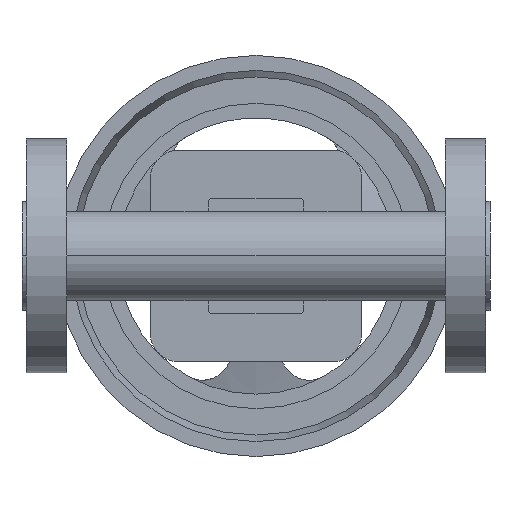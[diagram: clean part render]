
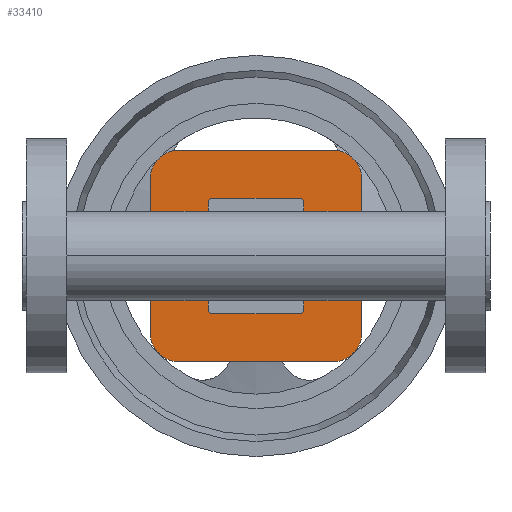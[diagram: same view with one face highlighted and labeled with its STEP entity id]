
A CAD part, front view. The second image highlights one B-rep face of the part: STEP entity #33410.
In plain terms, the highlighted planar face has unit normal (0, -1, 0).
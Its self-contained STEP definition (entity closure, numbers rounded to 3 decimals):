
#100=CARTESIAN_POINT('',(144.089,39.,
0.));
#110=VERTEX_POINT('',#100);
#160=CARTESIAN_POINT('',(119.977,39.,0.));
#170=DIRECTION('',(0.,-1.,0.));
#180=DIRECTION('',(1.,0.,0.));
#190=AXIS2_PLACEMENT_3D('',#160,#170,#180);
#200=ELLIPSE('',#190,24.111,19.);
#210=CARTESIAN_POINT('',(126.533,39.,-18.284));
#220=VERTEX_POINT('',#210);
#230=EDGE_CURVE('',#220,#110,#200,.T.);
#13380=CARTESIAN_POINT('',(139.5,39.,-47.5));
#13390=VERTEX_POINT('',#13380);
#13540=CARTESIAN_POINT('',(70.5,39.,-47.5));
#13550=VERTEX_POINT('',#13540);
#13580=CARTESIAN_POINT('',(139.5,39.,-47.5));
#13590=DIRECTION('',(-1.,0.,0.));
#13600=VECTOR('',#13590,1.);
#13610=LINE('',#13580,#13600);
#13620=EDGE_CURVE('',#13390,#13550,#13610,.T.);
#13930=CARTESIAN_POINT('',(57.5,39.,-34.5));
#13940=VERTEX_POINT('',#13930);
#13970=CARTESIAN_POINT('',(70.5,39.,-34.5));
#13980=DIRECTION('',(0.,1.,0.));
#13990=DIRECTION('',(0.,0.,-1.));
#14000=AXIS2_PLACEMENT_3D('',#13970,#13980,#13990);
#14010=CIRCLE('',#14000,13.);
#14020=EDGE_CURVE('',#13550,#13940,#14010,.T.);
#14250=CARTESIAN_POINT('',(70.5,39.,47.5));
#14260=VERTEX_POINT('',#14250);
#14410=CARTESIAN_POINT('',(139.5,39.,47.5));
#14420=VERTEX_POINT('',#14410);
#14450=CARTESIAN_POINT('',(70.5,39.,47.5));
#14460=DIRECTION('',(1.,0.,0.));
#14470=VECTOR('',#14460,1.);
#14480=LINE('',#14450,#14470);
#14490=EDGE_CURVE('',#14260,#14420,#14480,.T.);
#14970=CARTESIAN_POINT('',(57.5,39.,34.5));
#14980=VERTEX_POINT('',#14970);
#15010=CARTESIAN_POINT('',(57.5,39.,-34.5));
#15020=DIRECTION('',(0.,0.,1.));
#15030=VECTOR('',#15020,1.);
#15040=LINE('',#15010,#15030);
#15050=EDGE_CURVE('',#13940,#14980,#15040,.T.);
#15740=CARTESIAN_POINT('',(70.5,39.,34.5));
#15750=DIRECTION('',(0.,1.,0.));
#15760=DIRECTION('',(-1.,0.,0.));
#15770=AXIS2_PLACEMENT_3D('',#15740,#15750,#15760);
#15780=CIRCLE('',#15770,13.);
#15790=EDGE_CURVE('',#14980,#14260,#15780,.T.);
#16020=CARTESIAN_POINT('',(152.5,39.,34.5));
#16030=VERTEX_POINT('',#16020);
#16180=CARTESIAN_POINT('',(152.5,39.,-34.5));
#16190=VERTEX_POINT('',#16180);
#16220=CARTESIAN_POINT('',(152.5,39.,34.5));
#16230=DIRECTION('',(0.,0.,-1.));
#16240=VECTOR('',#16230,1.);
#16250=LINE('',#16220,#16240);
#16260=EDGE_CURVE('',#16030,#16190,#16250,.T.);
#16520=CARTESIAN_POINT('',(139.5,39.,-34.5));
#16530=DIRECTION('',(0.,1.,0.));
#16540=DIRECTION('',(1.,0.,0.));
#16550=AXIS2_PLACEMENT_3D('',#16520,#16530,#16540);
#16560=CIRCLE('',#16550,13.);
#16570=EDGE_CURVE('',#16190,#13390,#16560,.T.);
#16830=CARTESIAN_POINT('',(139.5,39.,34.5));
#16840=DIRECTION('',(0.,1.,0.));
#16850=DIRECTION('',(0.,0.,1.));
#16860=AXIS2_PLACEMENT_3D('',#16830,#16840,#16850);
#16870=CIRCLE('',#16860,13.);
#16880=EDGE_CURVE('',#14420,#16030,#16870,.T.);
#17050=CARTESIAN_POINT('',(62.,39.,3.));
#17060=DIRECTION('',(0.,0.,1.));
#17070=VECTOR('',#17060,1.);
#17080=LINE('',#17050,#17070);
#17090=CARTESIAN_POINT('',(62.,39.,-6.));
#17100=VERTEX_POINT('',#17090);
#17110=CARTESIAN_POINT('',(62.,39.,6.));
#17120=VERTEX_POINT('',#17110);
#17130=EDGE_CURVE('',#17100,#17120,#17080,.T.);
#20910=CARTESIAN_POINT('',(124.5,39.,26.));
#20920=VERTEX_POINT('',#20910);
#21090=CARTESIAN_POINT('',(85.5,39.,26.));
#21100=VERTEX_POINT('',#21090);
#21130=CARTESIAN_POINT('',(114.75,39.,26.));
#21140=DIRECTION('',(1.,0.,0.));
#21150=VECTOR('',#21140,1.);
#21160=LINE('',#21130,#21150);
#21170=EDGE_CURVE('',#21100,#20920,#21160,.T.);
#21290=CARTESIAN_POINT('',(128.5,39.,-18.648));
#21300=DIRECTION('',(0.,-1.,0.));
#21310=DIRECTION('',(-0.783,0.,0.622));
#21320=AXIS2_PLACEMENT_3D('',#21290,#21300,#21310);
#21330=CIRCLE('',#21320,2.);
#21340=CARTESIAN_POINT('',(126.5,39.,-18.648));
#21350=VERTEX_POINT('',#21340);
#21360=EDGE_CURVE('',#220,#21350,#21330,.T.);
#21600=CARTESIAN_POINT('',(105.,39.,0.));
#21610=DIRECTION('',(0.,1.,0.));
#21620=DIRECTION('',(-0.783,0.,-0.622));
#21630=AXIS2_PLACEMENT_3D('',#21600,#21610,#21620);
#21640=CIRCLE('',#21630,28.);
#21650=CARTESIAN_POINT('',(77.65,39.,6.));
#21660=VERTEX_POINT('',#21650);
#21670=CARTESIAN_POINT('',(83.067,39.,17.405));
#21680=VERTEX_POINT('',#21670);
#21690=EDGE_CURVE('',#21660,#21680,#21640,.T.);
#22880=CARTESIAN_POINT('',(126.5,39.,18.648));
#22890=VERTEX_POINT('',#22880);
#22940=CARTESIAN_POINT('',(128.5,39.,18.648));
#22950=DIRECTION('',(0.,-1.,0.));
#22960=DIRECTION('',(-1.,0.,0.));
#22970=AXIS2_PLACEMENT_3D('',#22940,#22950,#22960);
#22980=CIRCLE('',#22970,2.);
#22990=CARTESIAN_POINT('',(126.533,39.,18.284));
#23000=VERTEX_POINT('',#22990);
#23010=EDGE_CURVE('',#22890,#23000,#22980,.T.);
#23500=CARTESIAN_POINT('',(81.5,39.,18.648));
#23510=DIRECTION('',(0.,-1.,0.));
#23520=DIRECTION('',(0.783,0.,-0.622));
#23530=AXIS2_PLACEMENT_3D('',#23500,#23510,#23520);
#23540=CIRCLE('',#23530,2.);
#23550=CARTESIAN_POINT('',(83.5,39.,18.648));
#23560=VERTEX_POINT('',#23550);
#23570=EDGE_CURVE('',#21680,#23560,#23540,.T.);
#24840=CARTESIAN_POINT('',(83.5,39.,-18.648));
#24850=VERTEX_POINT('',#24840);
#24880=CARTESIAN_POINT('',(81.5,39.,-18.648));
#24890=DIRECTION('',(0.,-1.,0.));
#24900=DIRECTION('',(1.,0.,0.));
#24910=AXIS2_PLACEMENT_3D('',#24880,#24890,#24900);
#24920=CIRCLE('',#24910,2.);
#24930=CARTESIAN_POINT('',(83.067,39.,-17.405));
#24940=VERTEX_POINT('',#24930);
#24950=EDGE_CURVE('',#24850,#24940,#24920,.T.);
#25250=CARTESIAN_POINT('',(83.5,39.,-24.));
#25260=VERTEX_POINT('',#25250);
#25420=CARTESIAN_POINT('',(85.5,39.,-26.));
#25430=VERTEX_POINT('',#25420);
#25460=CARTESIAN_POINT('',(85.5,39.,-24.));
#25470=DIRECTION('',(0.,1.,0.));
#25480=DIRECTION('',(0.,0.,-1.));
#25490=AXIS2_PLACEMENT_3D('',#25460,#25470,#25480);
#25500=CIRCLE('',#25490,2.);
#25510=EDGE_CURVE('',#25430,#25260,#25500,.T.);
#25810=CARTESIAN_POINT('',(124.5,39.,-26.));
#25820=VERTEX_POINT('',#25810);
#25850=CARTESIAN_POINT('',(95.25,39.,-26.));
#25860=DIRECTION('',(-1.,0.,0.));
#25870=VECTOR('',#25860,1.);
#25880=LINE('',#25850,#25870);
#25890=EDGE_CURVE('',#25820,#25430,#25880,.T.);
#26200=CARTESIAN_POINT('',(126.5,39.,-24.));
#26210=VERTEX_POINT('',#26200);
#26240=CARTESIAN_POINT('',(124.5,39.,-24.));
#26250=DIRECTION('',(0.,1.,0.));
#26260=DIRECTION('',(1.,0.,0.));
#26270=AXIS2_PLACEMENT_3D('',#26240,#26250,#26260);
#26280=CIRCLE('',#26270,2.);
#26290=EDGE_CURVE('',#26210,#25820,#26280,.T.);
#26540=CARTESIAN_POINT('',(126.5,39.,-12.));
#26550=DIRECTION('',(0.,0.,-1.));
#26560=VECTOR('',#26550,1.);
#26570=LINE('',#26540,#26560);
#26580=EDGE_CURVE('',#21350,#26210,#26570,.T.);
#27050=CARTESIAN_POINT('',(126.5,39.,24.));
#27060=VERTEX_POINT('',#27050);
#27090=CARTESIAN_POINT('',(126.5,39.,9.324));
#27100=DIRECTION('',(0.,0.,-1.));
#27110=VECTOR('',#27100,1.);
#27120=LINE('',#27090,#27110);
#27130=EDGE_CURVE('',#27060,#22890,#27120,.T.);
#27410=CARTESIAN_POINT('',(124.5,39.,24.));
#27420=DIRECTION('',(0.,1.,0.));
#27430=DIRECTION('',(0.,0.,1.));
#27440=AXIS2_PLACEMENT_3D('',#27410,#27420,#27430);
#27450=CIRCLE('',#27440,2.);
#27460=EDGE_CURVE('',#20920,#27060,#27450,.T.);
#27880=CARTESIAN_POINT('',(83.5,39.,24.));
#27890=VERTEX_POINT('',#27880);
#27920=CARTESIAN_POINT('',(85.5,39.,24.));
#27930=DIRECTION('',(0.,1.,0.));
#27940=DIRECTION('',(-1.,0.,0.));
#27950=AXIS2_PLACEMENT_3D('',#27920,#27930,#27940);
#27960=CIRCLE('',#27950,2.);
#27970=EDGE_CURVE('',#27890,#21100,#27960,.T.);
#28110=CARTESIAN_POINT('',(105.,39.,0.));
#28120=DIRECTION('',(0.,1.,0.));
#28130=DIRECTION('',(-0.783,0.,-0.622));
#28140=AXIS2_PLACEMENT_3D('',#28110,#28120,#28130);
#28150=CIRCLE('',#28140,28.);
#28160=CARTESIAN_POINT('',(77.65,39.,-6.));
#28170=VERTEX_POINT('',#28160);
#28180=EDGE_CURVE('',#24940,#28170,#28150,.T.);
#28700=CARTESIAN_POINT('',(83.5,39.,9.5));
#28710=DIRECTION('',(0.,0.,1.));
#28720=VECTOR('',#28710,1.);
#28730=LINE('',#28700,#28720);
#28740=EDGE_CURVE('',#25260,#24850,#28730,.T.);
#29400=CARTESIAN_POINT('',(83.5,39.,9.5));
#29410=DIRECTION('',(0.,0.,1.));
#29420=VECTOR('',#29410,1.);
#29430=LINE('',#29400,#29420);
#29440=EDGE_CURVE('',#23560,#27890,#29430,.T.);
#30900=CARTESIAN_POINT('',(105.,39.,6.));
#30910=DIRECTION('',(1.,0.,0.));
#30920=VECTOR('',#30910,1.);
#30930=LINE('',#30900,#30920);
#30940=EDGE_CURVE('',#17120,#21660,#30930,.T.);
#31350=CARTESIAN_POINT('',(105.,39.,-6.));
#31360=DIRECTION('',(-1.,0.,0.));
#31370=VECTOR('',#31360,1.);
#31380=LINE('',#31350,#31370);
#31390=EDGE_CURVE('',#28170,#17100,#31380,.T.);
#33020=CARTESIAN_POINT('',(105.,39.,0.));
#33030=DIRECTION('',(0.,1.,0.));
#33040=DIRECTION('',(0.,0.,1.));
#33050=AXIS2_PLACEMENT_3D('',#33020,#33030,#33040);
#33060=PLANE('',#33050);
#33070=ORIENTED_EDGE('',*,*,#24950,.T.);
#33080=ORIENTED_EDGE('',*,*,#28740,.T.);
#33090=ORIENTED_EDGE('',*,*,#25510,.T.);
#33100=ORIENTED_EDGE('',*,*,#25890,.T.);
#33110=ORIENTED_EDGE('',*,*,#26290,.T.);
#33120=ORIENTED_EDGE('',*,*,#26580,.T.);
#33130=ORIENTED_EDGE('',*,*,#21360,.T.);
#33140=ORIENTED_EDGE('',*,*,#230,.F.);
#33150=EDGE_CURVE('',#110,#23000,#200,.T.);
#33160=ORIENTED_EDGE('',*,*,#33150,.F.);
#33170=ORIENTED_EDGE('',*,*,#23010,.T.);
#33180=ORIENTED_EDGE('',*,*,#27130,.T.);
#33190=ORIENTED_EDGE('',*,*,#27460,.T.);
#33200=ORIENTED_EDGE('',*,*,#21170,.T.);
#33210=ORIENTED_EDGE('',*,*,#27970,.T.);
#33220=ORIENTED_EDGE('',*,*,#29440,.T.);
#33230=ORIENTED_EDGE('',*,*,#23570,.T.);
#33240=ORIENTED_EDGE('',*,*,#21690,.T.);
#33250=ORIENTED_EDGE('',*,*,#30940,.T.);
#33260=ORIENTED_EDGE('',*,*,#17130,.T.);
#33270=ORIENTED_EDGE('',*,*,#31390,.T.);
#33280=ORIENTED_EDGE('',*,*,#28180,.T.);
#33290=EDGE_LOOP('',(#33280,#33270,#33260,#33250,#33240,#33230,#33220,
#33210,#33200,#33190,#33180,#33170,#33160,#33140,#33130,#33120,#33110,
#33100,#33090,#33080,#33070));
#33300=FACE_BOUND('',#33290,.T.);
#33310=ORIENTED_EDGE('',*,*,#14490,.F.);
#33320=ORIENTED_EDGE('',*,*,#16880,.F.);
#33330=ORIENTED_EDGE('',*,*,#16260,.F.);
#33340=ORIENTED_EDGE('',*,*,#16570,.F.);
#33350=ORIENTED_EDGE('',*,*,#13620,.F.);
#33360=ORIENTED_EDGE('',*,*,#14020,.F.);
#33370=ORIENTED_EDGE('',*,*,#15050,.F.);
#33380=ORIENTED_EDGE('',*,*,#15790,.F.);
#33390=EDGE_LOOP('',(#33380,#33370,#33360,#33350,#33340,#33330,#33320,
#33310));
#33400=FACE_OUTER_BOUND('',#33390,.T.);
#33410=ADVANCED_FACE('',(#33300,#33400),#33060,.F.);
